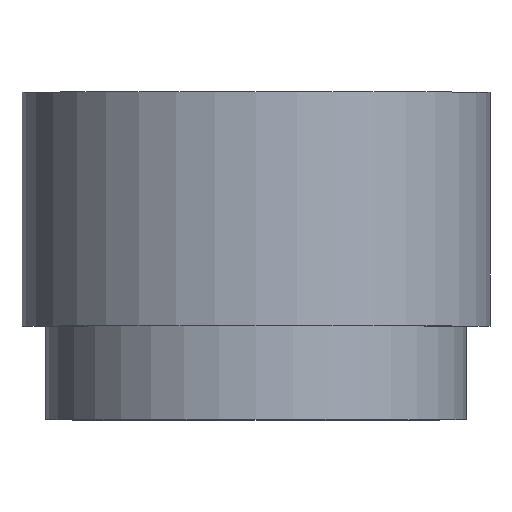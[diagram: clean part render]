
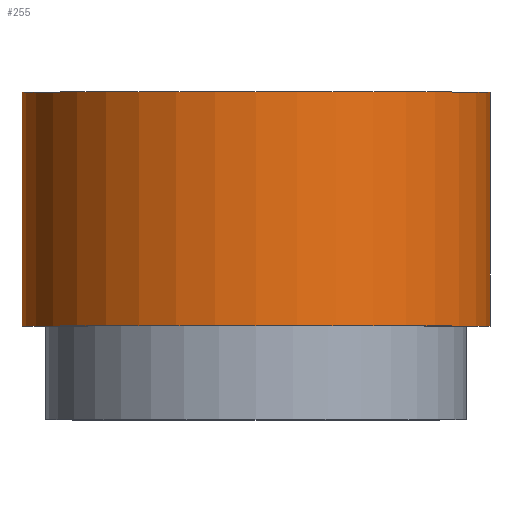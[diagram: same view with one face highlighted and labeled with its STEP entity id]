
A CAD part, top view. The second image highlights one B-rep face of the part: STEP entity #255.
In plain terms, the highlighted cylindrical face has radius 25 mm (diameter 50 mm), a partial arc.
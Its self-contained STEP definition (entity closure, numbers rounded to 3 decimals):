
#67=CARTESIAN_POINT('',(0.,0.,0.));
#68=DIRECTION('',(0.,-1.,0.));
#69=DIRECTION('',(1.,0.,0.));
#70=AXIS2_PLACEMENT_3D('',#67,#68,#69);
#72=DIRECTION('',(0.,1.,0.));
#73=VECTOR('',#72,25.);
#74=CARTESIAN_POINT('',(25.,0.,0.));
#75=LINE('',#74,#73);
#76=DIRECTION('',(0.,1.,0.));
#77=VECTOR('',#76,25.);
#78=CARTESIAN_POINT('',(-25.,0.,0.));
#79=LINE('',#78,#77);
#90=CARTESIAN_POINT('',(0.,25.,0.));
#91=DIRECTION('',(0.,-1.,0.));
#92=DIRECTION('',(1.,0.,0.));
#93=AXIS2_PLACEMENT_3D('',#90,#91,#92);
#113=CARTESIAN_POINT('',(25.,0.,0.));
#114=CARTESIAN_POINT('',(25.,25.,0.));
#115=VERTEX_POINT('',#113);
#116=VERTEX_POINT('',#114);
#129=CARTESIAN_POINT('',(-25.,0.,0.));
#130=CARTESIAN_POINT('',(-25.,25.,0.));
#131=VERTEX_POINT('',#129);
#132=VERTEX_POINT('',#130);
#241=CARTESIAN_POINT('',(0.,26.75,0.));
#242=DIRECTION('',(0.,-1.,0.));
#243=DIRECTION('',(-1.,0.,0.));
#244=AXIS2_PLACEMENT_3D('',#241,#242,#243);
#245=CYLINDRICAL_SURFACE('',#244,25.);
#247=ORIENTED_EDGE('',*,*,#246,.F.);
#248=ORIENTED_EDGE('',*,*,#230,.T.);
#250=ORIENTED_EDGE('',*,*,#249,.T.);
#252=ORIENTED_EDGE('',*,*,#251,.F.);
#253=EDGE_LOOP('',(#247,#248,#250,#252));
#254=FACE_OUTER_BOUND('',#253,.F.);
#255=ADVANCED_FACE('',(#254),#245,.T.);
#71=CIRCLE('',#70,25.);
#94=CIRCLE('',#93,25.);
#230=EDGE_CURVE('',#115,#131,#71,.T.);
#246=EDGE_CURVE('',#115,#116,#75,.T.);
#249=EDGE_CURVE('',#131,#132,#79,.T.);
#251=EDGE_CURVE('',#116,#132,#94,.T.);
